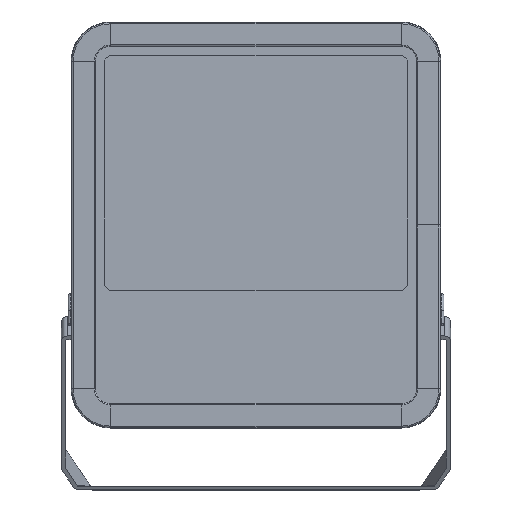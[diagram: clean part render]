
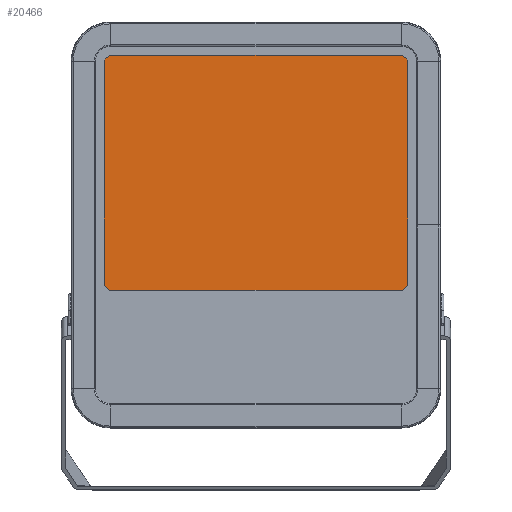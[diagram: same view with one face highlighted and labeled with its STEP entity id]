
A CAD part, top view. The second image highlights one B-rep face of the part: STEP entity #20466.
In plain terms, the highlighted face is planar.
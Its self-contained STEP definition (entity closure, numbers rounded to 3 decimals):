
#204 = DIRECTION ( 'NONE',  ( -1., 0., 0. ) ) ;
#591 = EDGE_CURVE ( 'NONE', #35268, #21990, #13780, .T. ) ;
#1112 = DIRECTION ( 'NONE',  ( -1., 0., 0. ) ) ;
#1607 = EDGE_CURVE ( 'NONE', #30270, #12089, #14892, .T. ) ;
#3033 = DIRECTION ( 'NONE',  ( 0., 0., -1. ) ) ;
#4183 = ORIENTED_EDGE ( 'NONE', *, *, #8093, .T. ) ;
#4333 = DIRECTION ( 'NONE',  ( 1., 0., 0. ) ) ;
#4681 = CIRCLE ( 'NONE', #7537, 6. ) ;
#5313 = DIRECTION ( 'NONE',  ( 0., 1., 0. ) ) ;
#7210 = LINE ( 'NONE', #29360, #48875 ) ;
#7248 = FACE_OUTER_BOUND ( 'NONE', #45303, .T. ) ;
#7537 = AXIS2_PLACEMENT_3D ( 'NONE', #23646, #5313, #1112 ) ;
#7684 = EDGE_CURVE ( 'NONE', #12089, #44769, #7210, .T. ) ;
#8093 = EDGE_CURVE ( 'NONE', #21990, #34842, #17734, .T. ) ;
#9647 = CARTESIAN_POINT ( 'NONE',  ( -125., 123.431, 352.385 ) ) ;
#10400 = ORIENTED_EDGE ( 'NONE', *, *, #7684, .T. ) ;
#10525 = CARTESIAN_POINT ( 'NONE',  ( -119., 123.431, 358.385 ) ) ;
#11224 = ORIENTED_EDGE ( 'NONE', *, *, #49933, .T. ) ;
#12089 = VERTEX_POINT ( 'NONE', #50461 ) ;
#12348 = EDGE_CURVE ( 'NONE', #23621, #33030, #22768, .T. ) ;
#13775 = DIRECTION ( 'NONE',  ( 0., 1., 0. ) ) ;
#13780 = LINE ( 'NONE', #27563, #37774 ) ;
#13866 = CARTESIAN_POINT ( 'NONE',  ( 119., 123.431, 358.385 ) ) ;
#14302 = ORIENTED_EDGE ( 'NONE', *, *, #20967, .T. ) ;
#14342 = AXIS2_PLACEMENT_3D ( 'NONE', #54514, #58385, #44446 ) ;
#14892 = CIRCLE ( 'NONE', #57443, 6. ) ;
#16573 = LINE ( 'NONE', #26221, #30908 ) ;
#16804 = AXIS2_PLACEMENT_3D ( 'NONE', #57889, #13775, #21742 ) ;
#17734 = CIRCLE ( 'NONE', #52659, 6. ) ;
#18198 = DIRECTION ( 'NONE',  ( -1., 0., 0. ) ) ;
#18556 = ORIENTED_EDGE ( 'NONE', *, *, #58239, .T. ) ;
#20466 = ADVANCED_FACE ( 'NONE', ( #7248 ), #43950, .T. ) ;
#20967 = EDGE_CURVE ( 'NONE', #34842, #23621, #16573, .T. ) ;
#21540 = DIRECTION ( 'NONE',  ( 0., 0., 1. ) ) ;
#21742 = DIRECTION ( 'NONE',  ( -1., 0., 0. ) ) ;
#21990 = VERTEX_POINT ( 'NONE', #41390 ) ;
#22768 = CIRCLE ( 'NONE', #14342, 6. ) ;
#23418 = CARTESIAN_POINT ( 'NONE',  ( 119., 123.431, 164.385 ) ) ;
#23621 = VERTEX_POINT ( 'NONE', #9647 ) ;
#23646 = CARTESIAN_POINT ( 'NONE',  ( 119., 123.431, 170.385 ) ) ;
#24703 = CARTESIAN_POINT ( 'NONE',  ( 119., 123.431, 358.385 ) ) ;
#26221 = CARTESIAN_POINT ( 'NONE',  ( -125., 123.431, 170.385 ) ) ;
#27353 = LINE ( 'NONE', #13866, #30355 ) ;
#27563 = CARTESIAN_POINT ( 'NONE',  ( 119., 123.431, 164.385 ) ) ;
#28221 = ORIENTED_EDGE ( 'NONE', *, *, #12348, .T. ) ;
#29360 = CARTESIAN_POINT ( 'NONE',  ( 125., 123.431, 170.385 ) ) ;
#30270 = VERTEX_POINT ( 'NONE', #24703 ) ;
#30355 = VECTOR ( 'NONE', #4333, 1000. ) ;
#30908 = VECTOR ( 'NONE', #21540, 1000. ) ;
#33030 = VERTEX_POINT ( 'NONE', #10525 ) ;
#34842 = VERTEX_POINT ( 'NONE', #41867 ) ;
#35268 = VERTEX_POINT ( 'NONE', #23418 ) ;
#37230 = CARTESIAN_POINT ( 'NONE',  ( -119., 123.431, 170.385 ) ) ;
#37774 = VECTOR ( 'NONE', #18198, 1000. ) ;
#40947 = CARTESIAN_POINT ( 'NONE',  ( 119., 123.431, 352.385 ) ) ;
#41390 = CARTESIAN_POINT ( 'NONE',  ( -119., 123.431, 164.385 ) ) ;
#41544 = DIRECTION ( 'NONE',  ( 0., 1., 0. ) ) ;
#41867 = CARTESIAN_POINT ( 'NONE',  ( -125., 123.431, 170.385 ) ) ;
#43950 = PLANE ( 'NONE',  #16804 ) ;
#44446 = DIRECTION ( 'NONE',  ( -1., 0., 0. ) ) ;
#44769 = VERTEX_POINT ( 'NONE', #52884 ) ;
#45303 = EDGE_LOOP ( 'NONE', ( #52138, #10400, #18556, #56419, #4183, #14302, #28221, #11224 ) ) ;
#45408 = DIRECTION ( 'NONE',  ( -1., 0., 0. ) ) ;
#48875 = VECTOR ( 'NONE', #3033, 1000. ) ;
#49933 = EDGE_CURVE ( 'NONE', #33030, #30270, #27353, .T. ) ;
#50461 = CARTESIAN_POINT ( 'NONE',  ( 125., 123.431, 352.385 ) ) ;
#52138 = ORIENTED_EDGE ( 'NONE', *, *, #1607, .T. ) ;
#52659 = AXIS2_PLACEMENT_3D ( 'NONE', #37230, #55054, #204 ) ;
#52884 = CARTESIAN_POINT ( 'NONE',  ( 125., 123.431, 170.385 ) ) ;
#54514 = CARTESIAN_POINT ( 'NONE',  ( -119., 123.431, 352.385 ) ) ;
#55054 = DIRECTION ( 'NONE',  ( 0., 1., 0. ) ) ;
#56419 = ORIENTED_EDGE ( 'NONE', *, *, #591, .T. ) ;
#57443 = AXIS2_PLACEMENT_3D ( 'NONE', #40947, #41544, #45408 ) ;
#57889 = CARTESIAN_POINT ( 'NONE',  ( 119., 123.431, 352.385 ) ) ;
#58239 = EDGE_CURVE ( 'NONE', #44769, #35268, #4681, .T. ) ;
#58385 = DIRECTION ( 'NONE',  ( 0., 1., 0. ) ) ;
